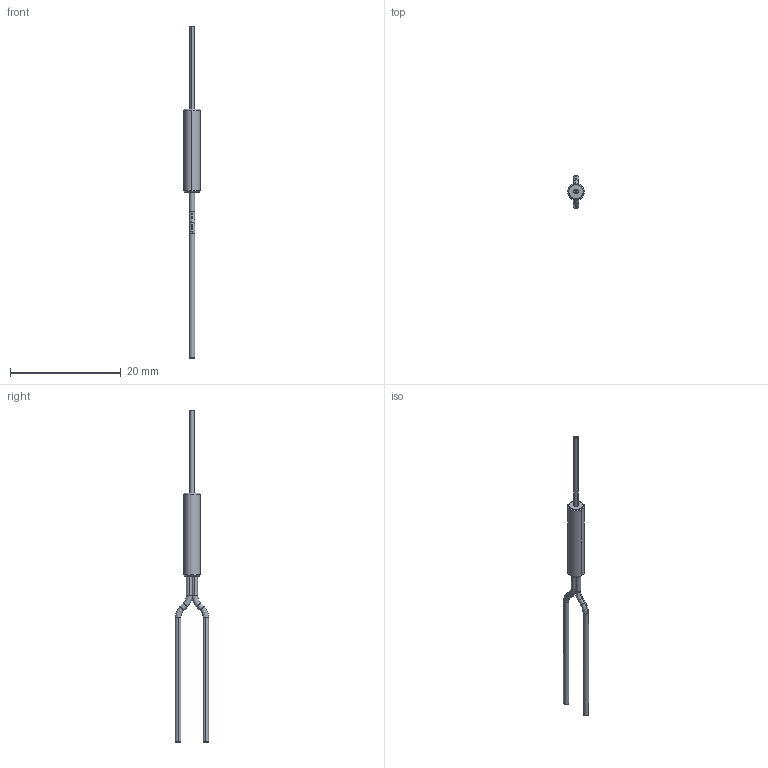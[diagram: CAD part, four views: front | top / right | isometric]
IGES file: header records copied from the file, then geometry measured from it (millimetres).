
Start section: SolidWorks IGES file using analytic representation for surfaces
Global section: file name: EE10040.IGS,41HSolidWorks 2006; native system: by SolidWorks Corporation; preprocessor: SolidWorks 2006 by SolidWorks Corporation; author: AutoCAD; date: 070606.140204; units: millimetre
Bounding box: 3 x 6 x 60 mm (x, y, z)
Surface area: 388.8 mm2 (no closed solid volume)
Topology: 0 solids, 0 shells, 50 faces, 444 edges, 443 vertices
Faces by surface type: revolution 28, bspline 22
